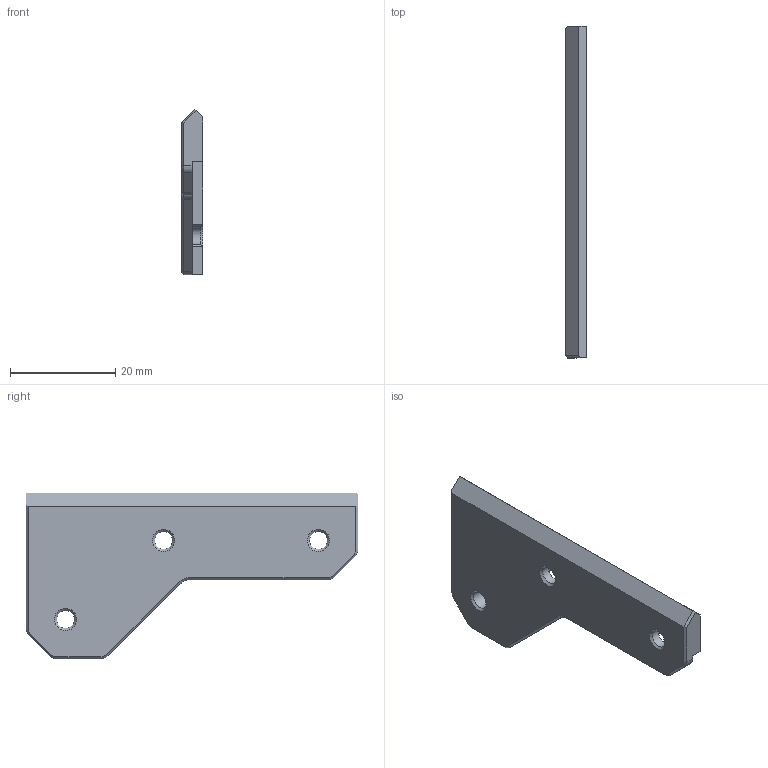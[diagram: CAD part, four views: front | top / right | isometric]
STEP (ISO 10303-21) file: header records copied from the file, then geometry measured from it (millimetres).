
FILE_DESCRIPTION(/* description */ (''),/* implementation_level */ '2;1');
FILE_NAME(/* name */ 'CornerPanel_SH.stp',/* time_stamp */ '2022-01-14T23:45:39-06:00',/* author */ ('Keith'),/* organization */ (''),/* preprocessor_version */ 'ST-DEVELOPER v18.1',/* originating_system */ 'Autodesk Inventor 2022',/* authorisation */ '');
FILE_SCHEMA (('AUTOMOTIVE_DESIGN { 1 0 10303 214 3 1 1 }'));
Length unit declared in the file: millimetre
Products named in the file (1): CornerPanel_SH
Bounding box: 4 x 63 x 31.5 mm (x, y, z)
Volume: 3919.4 mm3; surface area: 3259.5 mm2
Topology: 1 solids, 1 shells, 64 faces, 168 edges, 103 vertices
Faces by surface type: plane 43, cone 12, cylinder 9
Full cylindrical faces by diameter (mm): 3.4 x3
Entity records: 1995 total; most frequent: ORIENTED_EDGE 336, CARTESIAN_POINT 336, DIRECTION 335, EDGE_CURVE 168, LINE 131, VECTOR 131, VERTEX_POINT 103, AXIS2_PLACEMENT_3D 102
